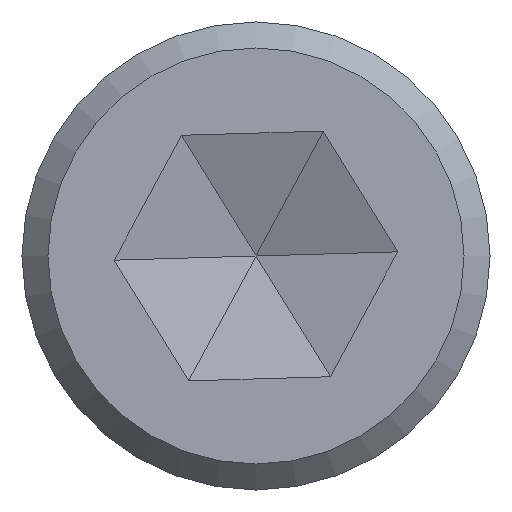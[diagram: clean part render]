
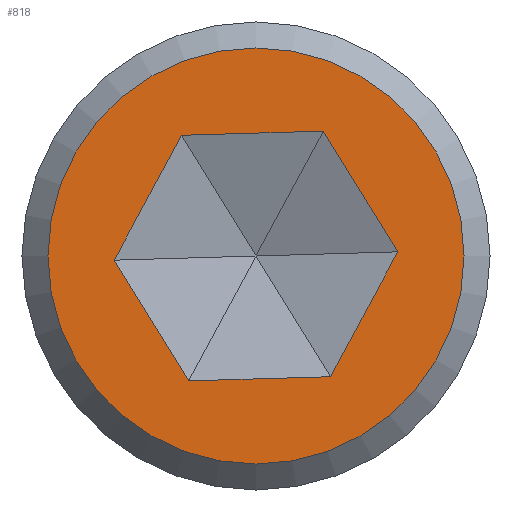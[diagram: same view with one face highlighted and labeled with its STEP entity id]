
A CAD part, front view. The second image highlights one B-rep face of the part: STEP entity #818.
In plain terms, the highlighted planar face has unit normal (0, -1, 0).
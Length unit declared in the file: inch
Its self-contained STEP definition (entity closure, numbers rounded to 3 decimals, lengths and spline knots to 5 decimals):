
#23=FACE_BOUND('',#139,.T.);
#25=PLANE('',#896);
#53=CIRCLE('',#894,0.08);
#87=FACE_OUTER_BOUND('',#138,.T.);
#138=EDGE_LOOP('',(#640));
#139=EDGE_LOOP('',(#641,#642,#643,#644,#645,#646));
#240=LINE('',#1992,#294);
#241=LINE('',#1994,#295);
#242=LINE('',#1996,#296);
#243=LINE('',#1998,#297);
#244=LINE('',#2000,#298);
#245=LINE('',#2001,#299);
#294=VECTOR('',#1040,0.3937);
#295=VECTOR('',#1041,0.3937);
#296=VECTOR('',#1042,0.3937);
#297=VECTOR('',#1043,0.3937);
#298=VECTOR('',#1044,0.3937);
#299=VECTOR('',#1045,0.3937);
#377=VERTEX_POINT('',#1984);
#378=VERTEX_POINT('',#1990);
#379=VERTEX_POINT('',#1991);
#380=VERTEX_POINT('',#1993);
#381=VERTEX_POINT('',#1995);
#382=VERTEX_POINT('',#1997);
#383=VERTEX_POINT('',#1999);
#481=EDGE_CURVE('',#377,#377,#53,.T.);
#483=EDGE_CURVE('',#378,#379,#240,.T.);
#484=EDGE_CURVE('',#379,#380,#241,.T.);
#485=EDGE_CURVE('',#380,#381,#242,.T.);
#486=EDGE_CURVE('',#381,#382,#243,.T.);
#487=EDGE_CURVE('',#382,#383,#244,.T.);
#488=EDGE_CURVE('',#383,#378,#245,.T.);
#640=ORIENTED_EDGE('',*,*,#481,.F.);
#641=ORIENTED_EDGE('',*,*,#483,.T.);
#642=ORIENTED_EDGE('',*,*,#484,.T.);
#643=ORIENTED_EDGE('',*,*,#485,.T.);
#644=ORIENTED_EDGE('',*,*,#486,.T.);
#645=ORIENTED_EDGE('',*,*,#487,.T.);
#646=ORIENTED_EDGE('',*,*,#488,.T.);
#818=ADVANCED_FACE('',(#87,#23),#25,.F.);
#894=AXIS2_PLACEMENT_3D('',#1986,#1033,#1034);
#896=AXIS2_PLACEMENT_3D('',#1989,#1038,#1039);
#1033=DIRECTION('center_axis',(0.,1.,0.));
#1034=DIRECTION('ref_axis',(1.,0.,0.));
#1038=DIRECTION('center_axis',(0.,1.,0.));
#1039=DIRECTION('ref_axis',(1.,0.,0.));
#1040=DIRECTION('',(-0.474,0.,-0.88));
#1041=DIRECTION('',(-1.,0.,-0.029));
#1042=DIRECTION('',(-0.525,0.,0.851));
#1043=DIRECTION('',(0.474,0.,0.88));
#1044=DIRECTION('',(1.,0.,0.029));
#1045=DIRECTION('',(0.525,0.,-0.851));
#1984=CARTESIAN_POINT('',(-0.08,0.,0.));
#1986=CARTESIAN_POINT('Origin',(0.,0.,0.));
#1989=CARTESIAN_POINT('Origin',(0.,0.,0.));
#1990=CARTESIAN_POINT('',(0.05454,0.,0.0016));
#1991=CARTESIAN_POINT('',(0.02865,0.,-0.04643));
#1992=CARTESIAN_POINT('',(0.04807,0.,-0.01041));
#1993=CARTESIAN_POINT('',(-0.02588,0.,-0.04803));
#1994=CARTESIAN_POINT('',(0.01502,0.,-0.04683));
#1995=CARTESIAN_POINT('',(-0.05454,0.,-0.0016));
#1996=CARTESIAN_POINT('',(-0.03305,0.,-0.03642));
#1997=CARTESIAN_POINT('',(-0.02865,0.,0.04643));
#1998=CARTESIAN_POINT('',(-0.04807,0.,0.01041));
#1999=CARTESIAN_POINT('',(0.02588,0.,0.04803));
#2000=CARTESIAN_POINT('',(-0.01502,0.,0.04683));
#2001=CARTESIAN_POINT('',(0.03305,0.,0.03642));
